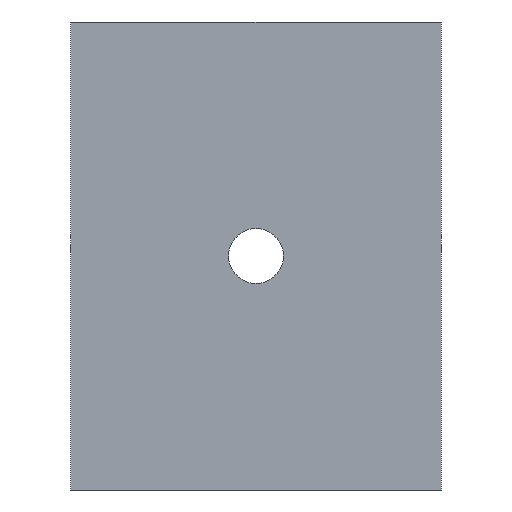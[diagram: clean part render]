
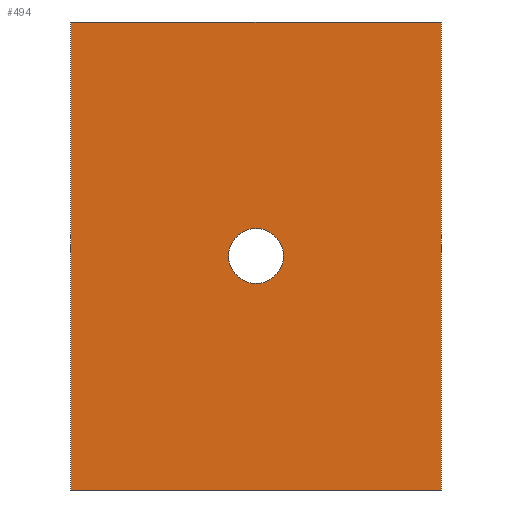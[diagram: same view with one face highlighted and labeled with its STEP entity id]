
A CAD part, front view. The second image highlights one B-rep face of the part: STEP entity #494.
In plain terms, the highlighted planar face has unit normal (0, -1, 0).
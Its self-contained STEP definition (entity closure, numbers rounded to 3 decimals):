
#5 = CARTESIAN_POINT ( 'NONE',  ( -17., 0., -21.5 ) ) ;
#29 = EDGE_CURVE ( 'NONE', #547, #737, #560, .T. ) ;
#33 = AXIS2_PLACEMENT_3D ( 'NONE', #717, #339, #591 ) ;
#72 = CARTESIAN_POINT ( 'NONE',  ( 17., 0., 21.5 ) ) ;
#127 = ORIENTED_EDGE ( 'NONE', *, *, #417, .T. ) ;
#131 = CARTESIAN_POINT ( 'NONE',  ( -17., 0., 21.5 ) ) ;
#168 = ORIENTED_EDGE ( 'NONE', *, *, #29, .F. ) ;
#170 = CARTESIAN_POINT ( 'NONE',  ( 17., 0., -21.5 ) ) ;
#186 = DIRECTION ( 'NONE',  ( 0., 1., 0. ) ) ;
#187 = ORIENTED_EDGE ( 'NONE', *, *, #229, .F. ) ;
#202 = CIRCLE ( 'NONE', #33, 2.523 ) ;
#216 = LINE ( 'NONE', #292, #285 ) ;
#221 = ORIENTED_EDGE ( 'NONE', *, *, #763, .F. ) ;
#229 = EDGE_CURVE ( 'NONE', #419, #547, #216, .T. ) ;
#245 = EDGE_CURVE ( 'NONE', #656, #364, #202, .T. ) ;
#262 = CARTESIAN_POINT ( 'NONE',  ( 17., 0., 21.5 ) ) ;
#275 = CARTESIAN_POINT ( 'NONE',  ( -17., 0., -21.5 ) ) ;
#283 = ORIENTED_EDGE ( 'NONE', *, *, #245, .F. ) ;
#285 = VECTOR ( 'NONE', #587, 1000. ) ;
#288 = AXIS2_PLACEMENT_3D ( 'NONE', #589, #462, #455 ) ;
#292 = CARTESIAN_POINT ( 'NONE',  ( -17., 0., 21.5 ) ) ;
#331 = LINE ( 'NONE', #275, #431 ) ;
#339 = DIRECTION ( 'NONE',  ( 0., -1., 0. ) ) ;
#345 = AXIS2_PLACEMENT_3D ( 'NONE', #131, #186, #607 ) ;
#357 = PLANE ( 'NONE',  #345 ) ;
#364 = VERTEX_POINT ( 'NONE', #457 ) ;
#417 = EDGE_CURVE ( 'NONE', #419, #571, #559, .T. ) ;
#419 = VERTEX_POINT ( 'NONE', #687 ) ;
#431 = VECTOR ( 'NONE', #616, 1000. ) ;
#455 = DIRECTION ( 'NONE',  ( 0., 0., 1. ) ) ;
#457 = CARTESIAN_POINT ( 'NONE',  ( 0., 0., 2.523 ) ) ;
#462 = DIRECTION ( 'NONE',  ( 0., -1., 0. ) ) ;
#486 = FACE_BOUND ( 'NONE', #630, .T. ) ;
#494 = ADVANCED_FACE ( 'NONE', ( #486, #672 ), #357, .F. ) ;
#502 = CARTESIAN_POINT ( 'NONE',  ( -17., 0., 21.5 ) ) ;
#505 = EDGE_LOOP ( 'NONE', ( #520, #168, #187, #127 ) ) ;
#506 = CARTESIAN_POINT ( 'NONE',  ( 0., 0., -2.523 ) ) ;
#520 = ORIENTED_EDGE ( 'NONE', *, *, #671, .T. ) ;
#547 = VERTEX_POINT ( 'NONE', #72 ) ;
#559 = LINE ( 'NONE', #502, #755 ) ;
#560 = LINE ( 'NONE', #262, #703 ) ;
#571 = VERTEX_POINT ( 'NONE', #5 ) ;
#585 = CIRCLE ( 'NONE', #288, 2.523 ) ;
#587 = DIRECTION ( 'NONE',  ( 1., 0., 0. ) ) ;
#589 = CARTESIAN_POINT ( 'NONE',  ( 0., 0., 0. ) ) ;
#591 = DIRECTION ( 'NONE',  ( 0., 0., 1. ) ) ;
#607 = DIRECTION ( 'NONE',  ( 0., 0., 1. ) ) ;
#616 = DIRECTION ( 'NONE',  ( 1., 0., 0. ) ) ;
#630 = EDGE_LOOP ( 'NONE', ( #283, #221 ) ) ;
#656 = VERTEX_POINT ( 'NONE', #506 ) ;
#671 = EDGE_CURVE ( 'NONE', #571, #737, #331, .T. ) ;
#672 = FACE_OUTER_BOUND ( 'NONE', #505, .T. ) ;
#687 = CARTESIAN_POINT ( 'NONE',  ( -17., 0., 21.5 ) ) ;
#698 = DIRECTION ( 'NONE',  ( 0., 0., -1. ) ) ;
#703 = VECTOR ( 'NONE', #698, 1000. ) ;
#717 = CARTESIAN_POINT ( 'NONE',  ( 0., 0., 0. ) ) ;
#737 = VERTEX_POINT ( 'NONE', #170 ) ;
#755 = VECTOR ( 'NONE', #757, 1000. ) ;
#757 = DIRECTION ( 'NONE',  ( 0., 0., -1. ) ) ;
#763 = EDGE_CURVE ( 'NONE', #364, #656, #585, .T. ) ;
